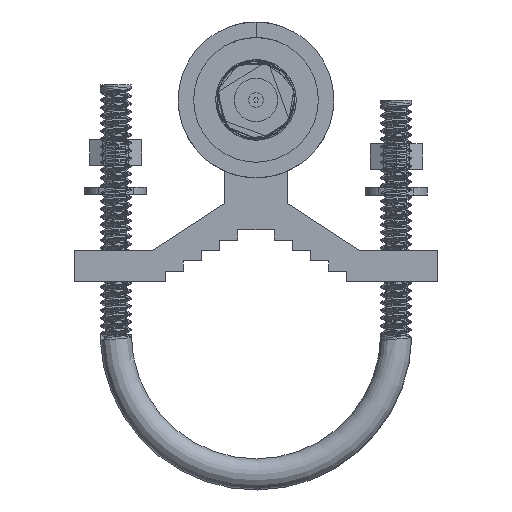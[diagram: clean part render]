
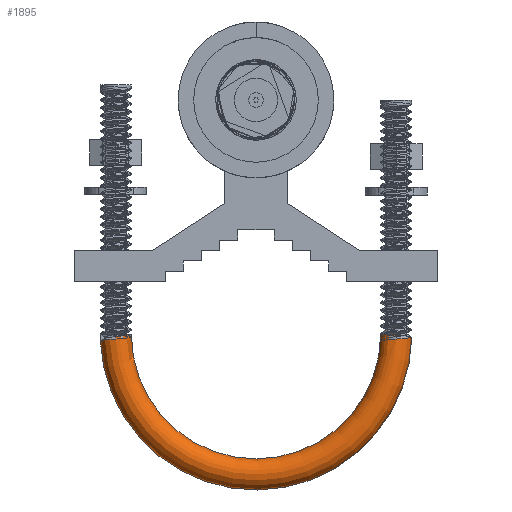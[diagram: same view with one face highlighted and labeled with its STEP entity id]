
A CAD part, front view. The second image highlights one B-rep face of the part: STEP entity #1895.
In plain terms, the highlighted toroidal (fillet/blend) face has major radius 27 mm and minor radius 3 mm.
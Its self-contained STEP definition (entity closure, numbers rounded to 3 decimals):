
#20 = CARTESIAN_POINT ( 'NONE',  ( 1.821, -2.384, -45.777 ) ) ;
#334 = CARTESIAN_POINT ( 'NONE',  ( 0., -3., -45. ) ) ;
#554 = CARTESIAN_POINT ( 'NONE',  ( -56.954, -0.392, -46.267 ) ) ;
#836 = CARTESIAN_POINT ( 'NONE',  ( -56.674, -1.326, -46.19 ) ) ;
#1153 = VERTEX_POINT ( 'NONE', #14402 ) ;
#1306 = CARTESIAN_POINT ( 'NONE',  ( 0.385, -2.98, -45.907 ) ) ;
#1717 = ORIENTED_EDGE ( 'NONE', *, *, #12716, .T. ) ;
#1739 = CIRCLE ( 'NONE', #18065, 3. ) ;
#1884 = EDGE_CURVE ( 'NONE', #15083, #11945, #13795, .T. ) ;
#1895 = ADVANCED_FACE ( 'NONE', ( #10008 ), #19345, .T. ) ;
#1971 = ORIENTED_EDGE ( 'NONE', *, *, #4265, .F. ) ;
#1996 = CARTESIAN_POINT ( 'NONE',  ( -27., 0., -45. ) ) ;
#2241 = CARTESIAN_POINT ( 'NONE',  ( 2.995, 0., -45.559 ) ) ;
#2368 = CARTESIAN_POINT ( 'NONE',  ( -56.368, -1.824, -46.145 ) ) ;
#2435 = CARTESIAN_POINT ( 'NONE',  ( -56.879, -0.774, -46.236 ) ) ;
#3107 = CARTESIAN_POINT ( 'NONE',  ( -53.992, -3., -45.937 ) ) ;
#3236 = CARTESIAN_POINT ( 'NONE',  ( -51., 0., -45. ) ) ;
#3259 = CARTESIAN_POINT ( 'NONE',  ( 2.252, -1.981, -45.731 ) ) ;
#3309 = VERTEX_POINT ( 'NONE', #2241 ) ;
#3530 = CARTESIAN_POINT ( 'NONE',  ( 2.995, 0., -45.559 ) ) ;
#3554 = CARTESIAN_POINT ( 'NONE',  ( -0.003, -3., -45.625 ) ) ;
#3611 = DIRECTION ( 'NONE',  ( 0., 0., 1. ) ) ;
#3829 = CARTESIAN_POINT ( 'NONE',  ( -53.997, -3., -45.623 ) ) ;
#4032 = CARTESIAN_POINT ( 'NONE',  ( -56.973, -0.197, -46.282 ) ) ;
#4265 = EDGE_CURVE ( 'NONE', #3309, #1153, #10207, .T. ) ;
#4612 = EDGE_CURVE ( 'NONE', #7881, #17770, #7188, .T. ) ;
#4698 = EDGE_CURVE ( 'NONE', #1153, #7881, #13806, .T. ) ;
#4832 = DIRECTION ( 'NONE',  ( 0., 0., 1. ) ) ;
#5072 = CARTESIAN_POINT ( 'NONE',  ( 2.995, -0.196, -45.574 ) ) ;
#5200 = CARTESIAN_POINT ( 'NONE',  ( 0., -3., -45. ) ) ;
#5461 = ORIENTED_EDGE ( 'NONE', *, *, #17207, .F. ) ;
#5796 = ORIENTED_EDGE ( 'NONE', *, *, #11168, .F. ) ;
#6461 = CARTESIAN_POINT ( 'NONE',  ( 2.596, -1.502, -45.685 ) ) ;
#7043 = CARTESIAN_POINT ( 'NONE',  ( -53.992, -3., -45.937 ) ) ;
#7188 = B_SPLINE_CURVE_WITH_KNOTS ( 'NONE', 3,
 ( #20054, #3829, #13504, #16747 ),
 .UNSPECIFIED., .F., .F.,
 ( 4, 4 ),
 ( 0.037, 0.038 ),
 .UNSPECIFIED. ) ;
#7850 = ORIENTED_EDGE ( 'NONE', *, *, #4698, .F. ) ;
#7881 = VERTEX_POINT ( 'NONE', #3107 ) ;
#8011 = CARTESIAN_POINT ( 'NONE',  ( 1.322, -2.694, -45.825 ) ) ;
#8078 = CARTESIAN_POINT ( 'NONE',  ( 2.84, -0.967, -45.637 ) ) ;
#8372 = CARTESIAN_POINT ( 'NONE',  ( -54., 0., -45. ) ) ;
#8787 = CARTESIAN_POINT ( 'NONE',  ( -54.779, -2.918, -45.996 ) ) ;
#8796 = B_SPLINE_CURVE_WITH_KNOTS ( 'NONE', 3,
 ( #334, #16472, #3554, #16605 ),
 .UNSPECIFIED., .F., .F.,
 ( 4, 4 ),
 ( 0., 0.001 ),
 .UNSPECIFIED. ) ;
#9111 = EDGE_CURVE ( 'NONE', #15083, #16764, #19166, .T. ) ;
#9408 = AXIS2_PLACEMENT_3D ( 'NONE', #11793, #16659, #18342 ) ;
#9987 = DIRECTION ( 'NONE',  ( -1., 0., 0. ) ) ;
#10008 = FACE_OUTER_BOUND ( 'NONE', #17817, .T. ) ;
#10116 = DIRECTION ( 'NONE',  ( 1., 0., 0. ) ) ;
#10131 = CARTESIAN_POINT ( 'NONE',  ( -55.967, -2.255, -46.102 ) ) ;
#10193 = CARTESIAN_POINT ( 'NONE',  ( -56.972, 0., -46.296 ) ) ;
#10207 = CIRCLE ( 'NONE', #13359, 30. ) ;
#10699 = ORIENTED_EDGE ( 'NONE', *, *, #9111, .F. ) ;
#10885 = CARTESIAN_POINT ( 'NONE',  ( 0.19, -2.999, -45.923 ) ) ;
#11168 = EDGE_CURVE ( 'NONE', #16764, #12623, #8796, .T. ) ;
#11793 = CARTESIAN_POINT ( 'NONE',  ( -27., 0., -45. ) ) ;
#11945 = VERTEX_POINT ( 'NONE', #3236 ) ;
#12623 = VERTEX_POINT ( 'NONE', #17548 ) ;
#12716 = EDGE_CURVE ( 'NONE', #11945, #17770, #1739, .T. ) ;
#12857 = CARTESIAN_POINT ( 'NONE',  ( 1.975, -2.258, -45.761 ) ) ;
#13026 = ORIENTED_EDGE ( 'NONE', *, *, #4612, .F. ) ;
#13217 = DIRECTION ( 'NONE',  ( 0., 1., 0. ) ) ;
#13289 = CARTESIAN_POINT ( 'NONE',  ( 0., 0., -45. ) ) ;
#13359 = AXIS2_PLACEMENT_3D ( 'NONE', #14530, #16156, #4832 ) ;
#13436 = CARTESIAN_POINT ( 'NONE',  ( -55.491, -2.599, -46.057 ) ) ;
#13504 = CARTESIAN_POINT ( 'NONE',  ( -53.999, -3., -45.308 ) ) ;
#13570 = AXIS2_PLACEMENT_3D ( 'NONE', #13289, #15131, #10116 ) ;
#13576 = CARTESIAN_POINT ( 'NONE',  ( -56.242, -1.978, -46.13 ) ) ;
#13647 = CARTESIAN_POINT ( 'NONE',  ( -55.817, -2.38, -46.087 ) ) ;
#13795 = CIRCLE ( 'NONE', #9408, 24. ) ;
#13806 = B_SPLINE_CURVE_WITH_KNOTS ( 'NONE', 3,
 ( #10193, #4032, #554, #2435, #15148, #836, #15077, #2368, #13576, #10131, #13647, #13436, #18442, #8787, #16683, #7043 ),
 .UNSPECIFIED., .F., .F.,
 ( 4, 2, 2, 2, 2, 2, 2, 4 ),
 ( 0., 0.001, 0.001, 0.002, 0.002, 0.003, 0.004, 0.005 ),
 .UNSPECIFIED. ) ;
#14135 = CARTESIAN_POINT ( 'NONE',  ( 0.768, -2.903, -45.874 ) ) ;
#14402 = CARTESIAN_POINT ( 'NONE',  ( -56.972, 0., -46.296 ) ) ;
#14491 = CARTESIAN_POINT ( 'NONE',  ( 2.377, -1.83, -45.716 ) ) ;
#14530 = CARTESIAN_POINT ( 'NONE',  ( -27., 0., -45. ) ) ;
#14829 = AXIS2_PLACEMENT_3D ( 'NONE', #1996, #13217, #3611 ) ;
#15077 = CARTESIAN_POINT ( 'NONE',  ( -56.583, -1.498, -46.175 ) ) ;
#15083 = VERTEX_POINT ( 'NONE', #15149 ) ;
#15131 = DIRECTION ( 'NONE',  ( 0., 0., 1. ) ) ;
#15148 = CARTESIAN_POINT ( 'NONE',  ( -56.823, -0.964, -46.221 ) ) ;
#15149 = CARTESIAN_POINT ( 'NONE',  ( -3., 0., -45. ) ) ;
#15768 = CARTESIAN_POINT ( 'NONE',  ( 0.959, -2.845, -45.858 ) ) ;
#16156 = DIRECTION ( 'NONE',  ( 0., 1., 0. ) ) ;
#16392 = CARTESIAN_POINT ( 'NONE',  ( 2.975, -0.39, -45.589 ) ) ;
#16472 = CARTESIAN_POINT ( 'NONE',  ( -0.001, -3., -45.313 ) ) ;
#16538 = CARTESIAN_POINT ( 'NONE',  ( -54., -3., -45. ) ) ;
#16605 = CARTESIAN_POINT ( 'NONE',  ( -0.008, -3., -45.938 ) ) ;
#16659 = DIRECTION ( 'NONE',  ( 0., 1., 0. ) ) ;
#16683 = CARTESIAN_POINT ( 'NONE',  ( -54.387, -2.999, -45.965 ) ) ;
#16747 = CARTESIAN_POINT ( 'NONE',  ( -54., -3., -45. ) ) ;
#16764 = VERTEX_POINT ( 'NONE', #5200 ) ;
#17189 = B_SPLINE_CURVE_WITH_KNOTS ( 'NONE', 3,
 ( #17308, #10885, #1306, #14135, #15768, #8011, #19274, #20, #12857, #3259, #14491, #6461, #17724, #8078, #19349, #16392, #5072, #3530 ),
 .UNSPECIFIED., .F., .F.,
 ( 4, 2, 2, 2, 2, 2, 2, 2, 4 ),
 ( 0., 0.001, 0.001, 0.002, 0.002, 0.003, 0.004, 0.004, 0.005 ),
 .UNSPECIFIED. ) ;
#17207 = EDGE_CURVE ( 'NONE', #12623, #3309, #17189, .T. ) ;
#17308 = CARTESIAN_POINT ( 'NONE',  ( -0.008, -3., -45.938 ) ) ;
#17548 = CARTESIAN_POINT ( 'NONE',  ( -0.008, -3., -45.938 ) ) ;
#17724 = CARTESIAN_POINT ( 'NONE',  ( 2.69, -1.328, -45.668 ) ) ;
#17770 = VERTEX_POINT ( 'NONE', #16538 ) ;
#17817 = EDGE_LOOP ( 'NONE', ( #1971, #5461, #5796, #10699, #20839, #1717, #13026, #7850 ) ) ;
#18065 = AXIS2_PLACEMENT_3D ( 'NONE', #8372, #19649, #9987 ) ;
#18342 = DIRECTION ( 'NONE',  ( 0., 0., 1. ) ) ;
#18442 = CARTESIAN_POINT ( 'NONE',  ( -55.318, -2.693, -46.042 ) ) ;
#19166 = CIRCLE ( 'NONE', #13570, 3. ) ;
#19274 = CARTESIAN_POINT ( 'NONE',  ( 1.494, -2.602, -45.809 ) ) ;
#19345 = TOROIDAL_SURFACE ( 'NONE', #14829, 27., 3. ) ;
#19349 = CARTESIAN_POINT ( 'NONE',  ( 2.898, -0.778, -45.621 ) ) ;
#19649 = DIRECTION ( 'NONE',  ( 0., 0., -1. ) ) ;
#20054 = CARTESIAN_POINT ( 'NONE',  ( -53.992, -3., -45.937 ) ) ;
#20839 = ORIENTED_EDGE ( 'NONE', *, *, #1884, .T. ) ;
